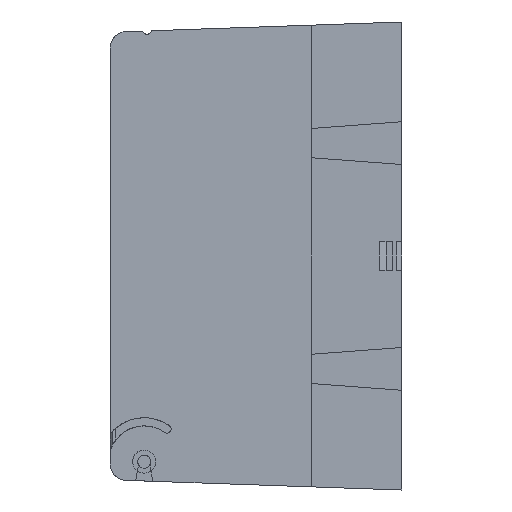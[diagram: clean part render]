
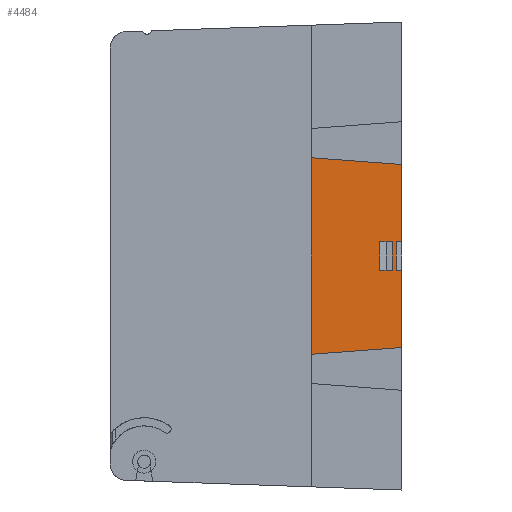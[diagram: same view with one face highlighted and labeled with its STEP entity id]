
A CAD part, left-side view. The second image highlights one B-rep face of the part: STEP entity #4484.
In plain terms, the highlighted planar face has unit normal (-1, 0, 0).
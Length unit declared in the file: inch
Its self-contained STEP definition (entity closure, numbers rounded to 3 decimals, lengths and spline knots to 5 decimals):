
#1439 = DIRECTION ( 'NONE',  ( 0., -1., 0. ) ) ;
#2109 = EDGE_CURVE ( 'NONE', #48661, #25588, #41585, .T. ) ;
#2939 = CARTESIAN_POINT ( 'NONE',  ( -6.525, 0.115, -0.175 ) ) ;
#4151 = LINE ( 'NONE', #5629, #46700 ) ;
#4484 = ADVANCED_FACE ( 'NONE', ( #25652, #4949 ), #16754, .F. ) ;
#4725 = VECTOR ( 'NONE', #14029, 39.37008 ) ;
#4949 = FACE_BOUND ( 'NONE', #15661, .T. ) ;
#5568 = ORIENTED_EDGE ( 'NONE', *, *, #32837, .F. ) ;
#5629 = CARTESIAN_POINT ( 'NONE',  ( -6.525, 0., -0.175 ) ) ;
#5638 = DIRECTION ( 'NONE',  ( 0., 0., 1. ) ) ;
#7426 = VERTEX_POINT ( 'NONE', #19103 ) ;
#7476 = VERTEX_POINT ( 'NONE', #2939 ) ;
#7556 = VERTEX_POINT ( 'NONE', #32807 ) ;
#7686 = VERTEX_POINT ( 'NONE', #41365 ) ;
#7854 = LINE ( 'NONE', #10010, #17593 ) ;
#8036 = CARTESIAN_POINT ( 'NONE',  ( -6.525, 1.1, 6.44233 ) ) ;
#8555 = CARTESIAN_POINT ( 'NONE',  ( -6.525, 0., -0.175 ) ) ;
#8771 = DIRECTION ( 'NONE',  ( 1., 0., 0. ) ) ;
#9481 = VECTOR ( 'NONE', #21625, 39.37008 ) ;
#10010 = CARTESIAN_POINT ( 'NONE',  ( -6.525, 0., 0.175 ) ) ;
#10429 = VERTEX_POINT ( 'NONE', #51721 ) ;
#10774 = LINE ( 'NONE', #50293, #9481 ) ;
#10839 = CARTESIAN_POINT ( 'NONE',  ( -6.525, 0.115, -0.175 ) ) ;
#12376 = VECTOR ( 'NONE', #24819, 39.37008 ) ;
#13676 = LINE ( 'NONE', #34519, #24640 ) ;
#13857 = EDGE_CURVE ( 'NONE', #17241, #7476, #39781, .T. ) ;
#14029 = DIRECTION ( 'NONE',  ( 0., -1., 0. ) ) ;
#14043 = VERTEX_POINT ( 'NONE', #32654 ) ;
#14222 = AXIS2_PLACEMENT_3D ( 'NONE', #33507, #8771, #37585 ) ;
#14969 = DIRECTION ( 'NONE',  ( 0., -1., 0. ) ) ;
#15661 = EDGE_LOOP ( 'NONE', ( #32205, #24015, #39500, #35833 ) ) ;
#15761 = LINE ( 'NONE', #30449, #4725 ) ;
#16754 = PLANE ( 'NONE',  #14222 ) ;
#17092 = VECTOR ( 'NONE', #32318, 39.37008 ) ;
#17241 = VERTEX_POINT ( 'NONE', #23514 ) ;
#17593 = VECTOR ( 'NONE', #1439, 39.37008 ) ;
#17954 = VECTOR ( 'NONE', #14969, 39.37008 ) ;
#18783 = LINE ( 'NONE', #24365, #39379 ) ;
#19074 = EDGE_CURVE ( 'NONE', #34844, #10429, #15761, .T. ) ;
#19103 = CARTESIAN_POINT ( 'NONE',  ( -6.525, 0., 1.115 ) ) ;
#19952 = ORIENTED_EDGE ( 'NONE', *, *, #33665, .T. ) ;
#20969 = VERTEX_POINT ( 'NONE', #41879 ) ;
#21625 = DIRECTION ( 'NONE',  ( 0., 0., 1. ) ) ;
#21754 = VECTOR ( 'NONE', #24704, 39.37008 ) ;
#22756 = EDGE_CURVE ( 'NONE', #20969, #14043, #30729, .T. ) ;
#23347 = LINE ( 'NONE', #53456, #12376 ) ;
#23514 = CARTESIAN_POINT ( 'NONE',  ( -6.525, 0.26794, -0.175 ) ) ;
#24015 = ORIENTED_EDGE ( 'NONE', *, *, #42706, .T. ) ;
#24365 = CARTESIAN_POINT ( 'NONE',  ( -6.525, 0.115, -0.175 ) ) ;
#24638 = DIRECTION ( 'NONE',  ( 0., 0., -1. ) ) ;
#24640 = VECTOR ( 'NONE', #5638, 39.37008 ) ;
#24704 = DIRECTION ( 'NONE',  ( 0., -0.997, 0.074 ) ) ;
#24819 = DIRECTION ( 'NONE',  ( 0., 0., -1. ) ) ;
#25588 = VERTEX_POINT ( 'NONE', #30742 ) ;
#25652 = FACE_OUTER_BOUND ( 'NONE', #42873, .T. ) ;
#26002 = CARTESIAN_POINT ( 'NONE',  ( -6.525, 0.26794, 0.175 ) ) ;
#26095 = VERTEX_POINT ( 'NONE', #45723 ) ;
#26471 = DIRECTION ( 'NONE',  ( 0., 0., -1. ) ) ;
#26829 = CARTESIAN_POINT ( 'NONE',  ( -6.525, 0., 6.44233 ) ) ;
#28522 = DIRECTION ( 'NONE',  ( 0., 0., 1. ) ) ;
#29439 = VECTOR ( 'NONE', #24638, 39.37008 ) ;
#30379 = DIRECTION ( 'NONE',  ( 0., -1., 0. ) ) ;
#30449 = CARTESIAN_POINT ( 'NONE',  ( -6.525, 0.115, 0.175 ) ) ;
#30729 = LINE ( 'NONE', #8036, #29439 ) ;
#30742 = CARTESIAN_POINT ( 'NONE',  ( -6.525, 0., -1.115 ) ) ;
#30842 = EDGE_CURVE ( 'NONE', #26095, #7556, #13676, .T. ) ;
#31481 = ORIENTED_EDGE ( 'NONE', *, *, #39223, .F. ) ;
#31965 = VECTOR ( 'NONE', #26471, 39.37008 ) ;
#32205 = ORIENTED_EDGE ( 'NONE', *, *, #13857, .F. ) ;
#32318 = DIRECTION ( 'NONE',  ( 0., -0.997, -0.074 ) ) ;
#32534 = EDGE_CURVE ( 'NONE', #26095, #48661, #4151, .T. ) ;
#32654 = CARTESIAN_POINT ( 'NONE',  ( -6.525, 1.1, -1.19653 ) ) ;
#32807 = CARTESIAN_POINT ( 'NONE',  ( -6.525, 0.065, 0.175 ) ) ;
#32837 = EDGE_CURVE ( 'NONE', #20969, #7426, #49784, .T. ) ;
#33507 = CARTESIAN_POINT ( 'NONE',  ( -6.525, 0., 6.44233 ) ) ;
#33665 = EDGE_CURVE ( 'NONE', #7556, #7686, #7854, .T. ) ;
#34519 = CARTESIAN_POINT ( 'NONE',  ( -6.525, 0.065, -0.175 ) ) ;
#34844 = VERTEX_POINT ( 'NONE', #26002 ) ;
#35833 = ORIENTED_EDGE ( 'NONE', *, *, #41360, .F. ) ;
#36612 = CARTESIAN_POINT ( 'NONE',  ( -6.525, 0., 1.115 ) ) ;
#37585 = DIRECTION ( 'NONE',  ( 0., 0., -1. ) ) ;
#37989 = CARTESIAN_POINT ( 'NONE',  ( -6.525, -0.55706, -1.07371 ) ) ;
#39223 = EDGE_CURVE ( 'NONE', #7426, #7686, #23347, .T. ) ;
#39379 = VECTOR ( 'NONE', #28522, 39.37008 ) ;
#39500 = ORIENTED_EDGE ( 'NONE', *, *, #19074, .T. ) ;
#39781 = LINE ( 'NONE', #10839, #17954 ) ;
#41323 = ORIENTED_EDGE ( 'NONE', *, *, #42682, .T. ) ;
#41360 = EDGE_CURVE ( 'NONE', #7476, #10429, #18783, .T. ) ;
#41365 = CARTESIAN_POINT ( 'NONE',  ( -6.525, 0., 0.175 ) ) ;
#41585 = LINE ( 'NONE', #26829, #31965 ) ;
#41879 = CARTESIAN_POINT ( 'NONE',  ( -6.525, 1.1, 1.19653 ) ) ;
#42270 = ORIENTED_EDGE ( 'NONE', *, *, #32534, .F. ) ;
#42682 = EDGE_CURVE ( 'NONE', #14043, #25588, #53136, .T. ) ;
#42706 = EDGE_CURVE ( 'NONE', #17241, #34844, #10774, .T. ) ;
#42873 = EDGE_LOOP ( 'NONE', ( #44656, #42270, #43031, #19952, #31481, #5568, #48630, #41323 ) ) ;
#43031 = ORIENTED_EDGE ( 'NONE', *, *, #30842, .T. ) ;
#44656 = ORIENTED_EDGE ( 'NONE', *, *, #2109, .F. ) ;
#45723 = CARTESIAN_POINT ( 'NONE',  ( -6.525, 0.065, -0.175 ) ) ;
#46700 = VECTOR ( 'NONE', #30379, 39.37008 ) ;
#48630 = ORIENTED_EDGE ( 'NONE', *, *, #22756, .T. ) ;
#48661 = VERTEX_POINT ( 'NONE', #8555 ) ;
#49784 = LINE ( 'NONE', #36612, #17092 ) ;
#50293 = CARTESIAN_POINT ( 'NONE',  ( -6.525, 0.26794, -0.175 ) ) ;
#51721 = CARTESIAN_POINT ( 'NONE',  ( -6.525, 0.115, 0.175 ) ) ;
#53136 = LINE ( 'NONE', #37989, #21754 ) ;
#53456 = CARTESIAN_POINT ( 'NONE',  ( -6.525, 0., 6.44233 ) ) ;
